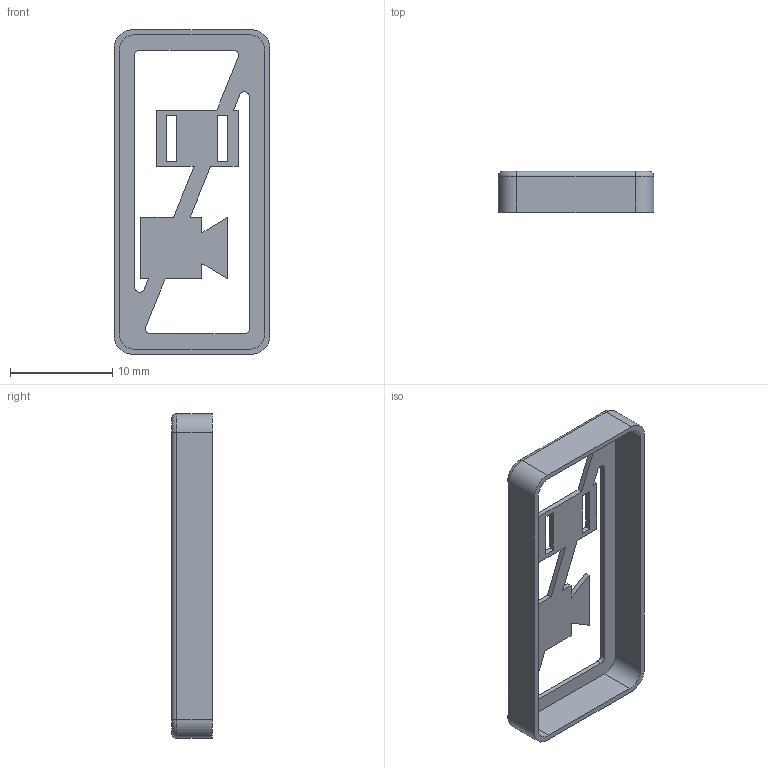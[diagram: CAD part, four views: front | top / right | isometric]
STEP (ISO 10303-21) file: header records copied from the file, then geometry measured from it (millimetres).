
FILE_DESCRIPTION(/* description */ (''),/* implementation_level */ '2;1');
FILE_NAME(/* name */ 'OBS Camera and Desktop nanoKEY2 Stencil v1.step',/* time_stamp */ '2024-01-30T23:26:16-06:00',/* author */ (''),/* organization */ (''),/* preprocessor_version */ 'ST-DEVELOPER v20',/* originating_system */ 'Autodesk Translation Framework v12.20.1.177',/* authorisation */ '');
FILE_SCHEMA (('AUTOMOTIVE_DESIGN { 1 0 10303 214 3 1 1 }'));
Length unit declared in the file: millimetre
Products named in the file (1): OBS Camera and Desktop nanoKEY2 Stencil
Bounding box: 15.2 x 4 x 31.7 mm (x, y, z)
Volume: 291.8 mm3; surface area: 1379.1 mm2
Topology: 2 solids, 2 shells, 68 faces, 192 edges, 128 vertices
Faces by surface type: plane 46, cylinder 18, torus 4
Entity records: 2259 total; most frequent: CARTESIAN_POINT 389, ORIENTED_EDGE 384, DIRECTION 374, EDGE_CURVE 192, LINE 148, VECTOR 148, VERTEX_POINT 128, AXIS2_PLACEMENT_3D 113
